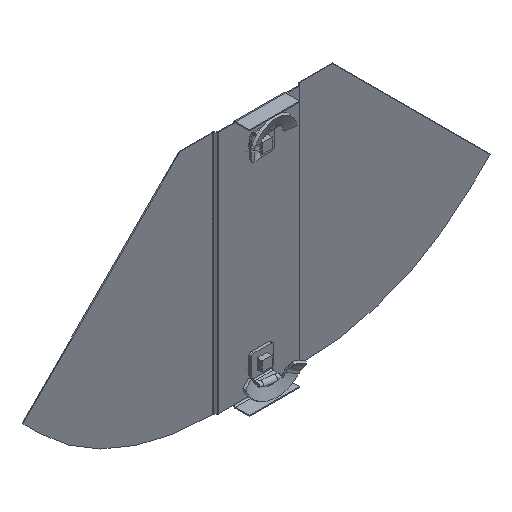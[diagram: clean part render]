
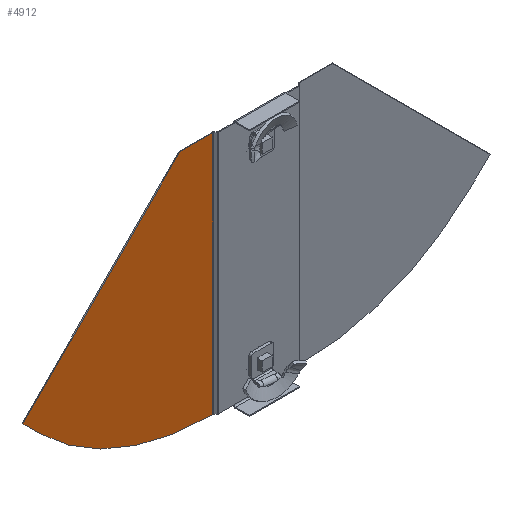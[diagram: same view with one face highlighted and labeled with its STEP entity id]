
A CAD part, isometric view. The second image highlights one B-rep face of the part: STEP entity #4912.
In plain terms, the highlighted planar face has unit normal (0, -1, 0).
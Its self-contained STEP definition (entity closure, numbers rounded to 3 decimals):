
#172 = ORIENTED_EDGE ( 'NONE', *, *, #4051, .F. ) ;
#190 = CARTESIAN_POINT ( 'NONE',  ( -173.412, -0.75, -138.941 ) ) ;
#392 = VECTOR ( 'NONE', #2211, 1000. ) ;
#413 = VERTEX_POINT ( 'NONE', #4526 ) ;
#416 = CARTESIAN_POINT ( 'NONE',  ( -37., -0.75, -1. ) ) ;
#493 = VECTOR ( 'NONE', #6596, 1000. ) ;
#612 = CARTESIAN_POINT ( 'NONE',  ( -37., -0.75, -195. ) ) ;
#662 = DIRECTION ( 'NONE',  ( 1., 0., 0. ) ) ;
#698 = LINE ( 'NONE', #4314, #5492 ) ;
#928 = EDGE_CURVE ( 'NONE', #6473, #2725, #4841, .T. ) ;
#1447 = DIRECTION ( 'NONE',  ( 0.707, 0., 0.707 ) ) ;
#2001 = DIRECTION ( 'NONE',  ( 0., 0., 1. ) ) ;
#2037 = FACE_OUTER_BOUND ( 'NONE', #6032, .T. ) ;
#2123 = ORIENTED_EDGE ( 'NONE', *, *, #3758, .T. ) ;
#2211 = DIRECTION ( 'NONE',  ( -1., 0., 0. ) ) ;
#2225 = CARTESIAN_POINT ( 'NONE',  ( -186.777, -0.75, -125.577 ) ) ;
#2469 = CARTESIAN_POINT ( 'NONE',  ( -186.777, -0.75, -125.577 ) ) ;
#2572 = CARTESIAN_POINT ( 'NONE',  ( -173.412, -0.75, -138.941 ) ) ;
#2725 = VERTEX_POINT ( 'NONE', #190 ) ;
#2798 = LINE ( 'NONE', #3840, #392 ) ;
#2986 = VERTEX_POINT ( 'NONE', #2225 ) ;
#3075 = LINE ( 'NONE', #2572, #6034 ) ;
#3106 = DIRECTION ( 'NONE',  ( -0.707, 0., 0.707 ) ) ;
#3191 = EDGE_CURVE ( 'NONE', #2986, #5114, #4047, .T. ) ;
#3316 = VERTEX_POINT ( 'NONE', #4588 ) ;
#3333 = EDGE_CURVE ( 'NONE', #2725, #2986, #3075, .T. ) ;
#3409 = DIRECTION ( 'NONE',  ( 0., 1., 0. ) ) ;
#3433 = AXIS2_PLACEMENT_3D ( 'NONE', #5978, #3409, #6461 ) ;
#3453 = CARTESIAN_POINT ( 'NONE',  ( -34.8, -0.75, -1. ) ) ;
#3492 = ORIENTED_EDGE ( 'NONE', *, *, #5756, .F. ) ;
#3719 = ORIENTED_EDGE ( 'NONE', *, *, #928, .F. ) ;
#3758 = EDGE_CURVE ( 'NONE', #413, #3316, #4053, .T. ) ;
#3840 = CARTESIAN_POINT ( 'NONE',  ( 0., -0.75, -195. ) ) ;
#4047 = LINE ( 'NONE', #2469, #5165 ) ;
#4051 = EDGE_CURVE ( 'NONE', #413, #6473, #2798, .T. ) ;
#4053 = LINE ( 'NONE', #3453, #493 ) ;
#4314 = CARTESIAN_POINT ( 'NONE',  ( -61.2, -0.75, 0. ) ) ;
#4526 = CARTESIAN_POINT ( 'NONE',  ( -34.8, -0.75, -195. ) ) ;
#4588 = CARTESIAN_POINT ( 'NONE',  ( -34.8, -0.75, 0. ) ) ;
#4841 = CIRCLE ( 'NONE', #3433, 194. ) ;
#4912 = ADVANCED_FACE ( 'NONE', ( #2037 ), #6194, .F. ) ;
#5114 = VERTEX_POINT ( 'NONE', #5725 ) ;
#5165 = VECTOR ( 'NONE', #1447, 1000. ) ;
#5457 = ORIENTED_EDGE ( 'NONE', *, *, #3191, .F. ) ;
#5459 = ORIENTED_EDGE ( 'NONE', *, *, #3333, .F. ) ;
#5492 = VECTOR ( 'NONE', #662, 1000. ) ;
#5725 = CARTESIAN_POINT ( 'NONE',  ( -61.2, -0.75, 0. ) ) ;
#5756 = EDGE_CURVE ( 'NONE', #5114, #3316, #698, .T. ) ;
#5978 = CARTESIAN_POINT ( 'NONE',  ( -37., -0.75, -1. ) ) ;
#6032 = EDGE_LOOP ( 'NONE', ( #172, #2123, #3492, #5457, #5459, #3719 ) ) ;
#6034 = VECTOR ( 'NONE', #3106, 1000. ) ;
#6087 = AXIS2_PLACEMENT_3D ( 'NONE', #416, #6608, #2001 ) ;
#6194 = PLANE ( 'NONE',  #6087 ) ;
#6461 = DIRECTION ( 'NONE',  ( 0., 0., 1. ) ) ;
#6473 = VERTEX_POINT ( 'NONE', #612 ) ;
#6596 = DIRECTION ( 'NONE',  ( 0., 0., 1. ) ) ;
#6608 = DIRECTION ( 'NONE',  ( 0., 1., 0. ) ) ;
